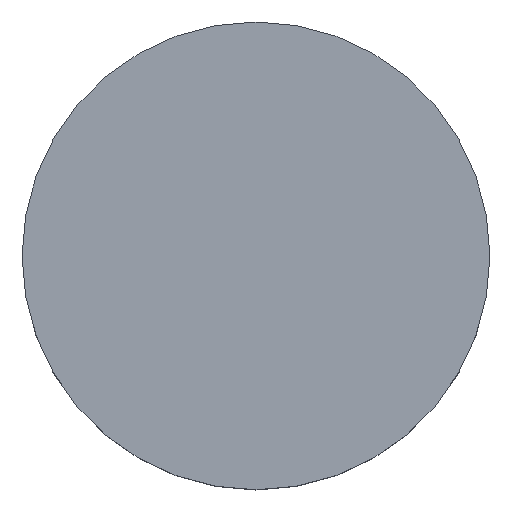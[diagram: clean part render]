
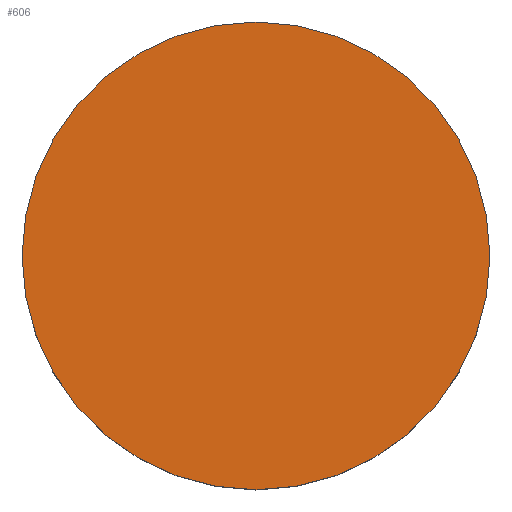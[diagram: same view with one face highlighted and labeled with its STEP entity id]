
A CAD part, top view. The second image highlights one B-rep face of the part: STEP entity #606.
In plain terms, the highlighted planar face has unit normal (0, 0, 1).
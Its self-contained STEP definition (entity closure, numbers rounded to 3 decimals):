
#2 = DIRECTION ( 'NONE',  ( 1., 0., 0. ) ) ;
#6 = CARTESIAN_POINT ( 'NONE',  ( 0., 0., 0. ) ) ;
#17 = ORIENTED_EDGE ( 'NONE', *, *, #516, .T. ) ;
#25 = AXIS2_PLACEMENT_3D ( 'NONE', #262, #460, #556 ) ;
#51 = DIRECTION ( 'NONE',  ( 1., 0., 0. ) ) ;
#101 = CARTESIAN_POINT ( 'NONE',  ( 0., 0., 0. ) ) ;
#113 = FACE_OUTER_BOUND ( 'NONE', #482, .T. ) ;
#140 = CARTESIAN_POINT ( 'NONE',  ( -1.5, 0., 0. ) ) ;
#193 = AXIS2_PLACEMENT_3D ( 'NONE', #101, #444, #51 ) ;
#194 = ORIENTED_EDGE ( 'NONE', *, *, #475, .T. ) ;
#203 = CARTESIAN_POINT ( 'NONE',  ( 1.5, 0., 0. ) ) ;
#262 = CARTESIAN_POINT ( 'NONE',  ( 0., 0., 0. ) ) ;
#271 = VERTEX_POINT ( 'NONE', #140 ) ;
#323 = CIRCLE ( 'NONE', #193, 1.5 ) ;
#334 = VERTEX_POINT ( 'NONE', #203 ) ;
#444 = DIRECTION ( 'NONE',  ( 0., 0., 1. ) ) ;
#460 = DIRECTION ( 'NONE',  ( 0., 0., -1. ) ) ;
#475 = EDGE_CURVE ( 'NONE', #271, #334, #323, .T. ) ;
#482 = EDGE_LOOP ( 'NONE', ( #17, #194 ) ) ;
#516 = EDGE_CURVE ( 'NONE', #334, #271, #621, .T. ) ;
#544 = DIRECTION ( 'NONE',  ( 0., 0., 1. ) ) ;
#554 = AXIS2_PLACEMENT_3D ( 'NONE', #6, #544, #2 ) ;
#556 = DIRECTION ( 'NONE',  ( -1., 0., 0. ) ) ;
#565 = PLANE ( 'NONE',  #25 ) ;
#606 = ADVANCED_FACE ( 'NONE', ( #113 ), #565, .F. ) ;
#621 = CIRCLE ( 'NONE', #554, 1.5 ) ;
